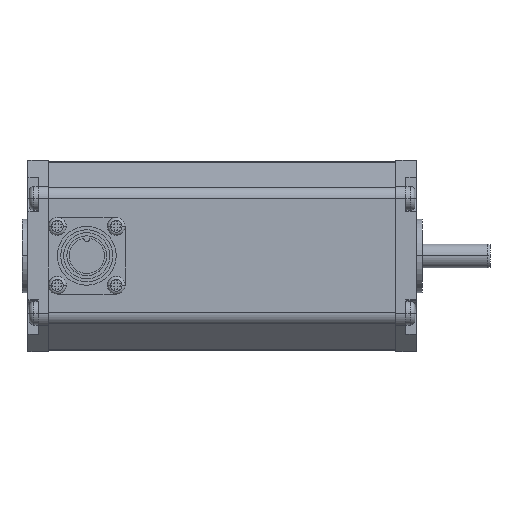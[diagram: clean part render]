
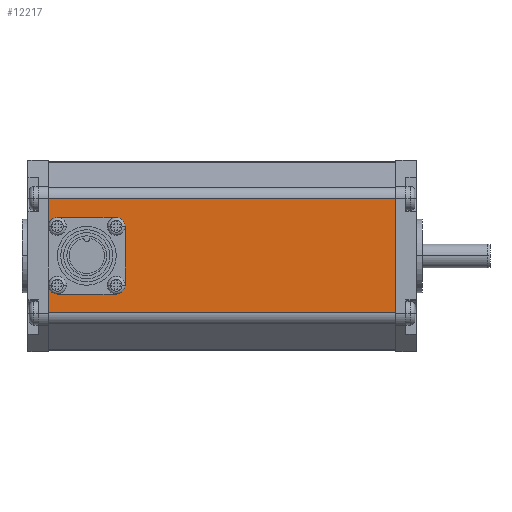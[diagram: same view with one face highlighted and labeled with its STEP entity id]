
A CAD part, top view. The second image highlights one B-rep face of the part: STEP entity #12217.
In plain terms, the highlighted planar face has unit normal (0, 0, 1).
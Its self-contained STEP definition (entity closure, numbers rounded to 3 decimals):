
#5406=DIRECTION('',(0.,1.,0.));
#5407=VECTOR('',#5406,38.8);
#5408=CARTESIAN_POINT('',(-7.,-19.4,32.05));
#5409=LINE('',#5408,#5407);
#5492=DIRECTION('',(-1.,0.,0.));
#5493=VECTOR('',#5492,118.);
#5494=CARTESIAN_POINT('',(-7.,19.4,32.05));
#5495=LINE('',#5494,#5493);
#5496=CARTESIAN_POINT('',(-122.,10.,32.05));
#5497=DIRECTION('',(0.,0.,1.));
#5498=DIRECTION('',(0.,1.,0.));
#5499=AXIS2_PLACEMENT_3D('',#5496,#5497,#5498);
#5501=DIRECTION('',(-1.,0.,0.));
#5502=VECTOR('',#5501,118.);
#5503=CARTESIAN_POINT('',(-7.,-19.4,32.05));
#5504=LINE('',#5503,#5502);
#5505=CARTESIAN_POINT('',(-122.,-10.,32.05));
#5506=DIRECTION('',(0.,0.,1.));
#5507=DIRECTION('',(-1.,0.,0.));
#5508=AXIS2_PLACEMENT_3D('',#5505,#5506,#5507);
#5510=DIRECTION('',(1.,0.,0.));
#5511=VECTOR('',#5510,20.);
#5512=CARTESIAN_POINT('',(-122.,-13.,32.05));
#5513=LINE('',#5512,#5511);
#5514=CARTESIAN_POINT('',(-102.,-10.,32.05));
#5515=DIRECTION('',(0.,0.,1.));
#5516=DIRECTION('',(0.,-1.,0.));
#5517=AXIS2_PLACEMENT_3D('',#5514,#5515,#5516);
#5519=DIRECTION('',(0.,1.,0.));
#5520=VECTOR('',#5519,20.);
#5521=CARTESIAN_POINT('',(-99.,-10.,32.05));
#5522=LINE('',#5521,#5520);
#5523=CARTESIAN_POINT('',(-102.,10.,32.05));
#5524=DIRECTION('',(0.,0.,1.));
#5525=DIRECTION('',(1.,0.,0.));
#5526=AXIS2_PLACEMENT_3D('',#5523,#5524,#5525);
#5528=DIRECTION('',(-1.,0.,0.));
#5529=VECTOR('',#5528,20.);
#5530=CARTESIAN_POINT('',(-102.,13.,32.05));
#5531=LINE('',#5530,#5529);
#5600=DIRECTION('',(0.,1.,0.));
#5601=VECTOR('',#5600,9.4);
#5602=CARTESIAN_POINT('',(-125.,-19.4,32.05));
#5603=LINE('',#5602,#5601);
#5672=DIRECTION('',(0.,1.,0.));
#5673=VECTOR('',#5672,9.4);
#5674=CARTESIAN_POINT('',(-125.,10.,32.05));
#5675=LINE('',#5674,#5673);
#7788=CARTESIAN_POINT('',(-7.,-19.4,32.05));
#7789=VERTEX_POINT('',#7788);
#7790=CARTESIAN_POINT('',(-7.,19.4,32.05));
#7791=VERTEX_POINT('',#7790);
#7820=CARTESIAN_POINT('',(-125.,-19.4,32.05));
#7821=VERTEX_POINT('',#7820);
#7822=CARTESIAN_POINT('',(-125.,19.4,32.05));
#7824=VERTEX_POINT('',#7822);
#8080=CARTESIAN_POINT('',(-125.,10.,32.05));
#8081=VERTEX_POINT('',#8080);
#8082=CARTESIAN_POINT('',(-125.,-10.,32.05));
#8083=VERTEX_POINT('',#8082);
#8084=CARTESIAN_POINT('',(-122.,13.,32.05));
#8085=VERTEX_POINT('',#8084);
#8086=CARTESIAN_POINT('',(-122.,-13.,32.05));
#8087=VERTEX_POINT('',#8086);
#8088=CARTESIAN_POINT('',(-102.,-13.,32.05));
#8089=VERTEX_POINT('',#8088);
#8090=CARTESIAN_POINT('',(-99.,-10.,32.05));
#8091=VERTEX_POINT('',#8090);
#8092=CARTESIAN_POINT('',(-99.,10.,32.05));
#8093=VERTEX_POINT('',#8092);
#8094=CARTESIAN_POINT('',(-102.,13.,32.05));
#8095=VERTEX_POINT('',#8094);
#12188=CARTESIAN_POINT('',(-7.,-19.4,32.05));
#12189=DIRECTION('',(0.,0.,-1.));
#12190=DIRECTION('',(0.,1.,0.));
#12191=AXIS2_PLACEMENT_3D('',#12188,#12189,#12190);
#12192=PLANE('',#12191);
#12194=ORIENTED_EDGE('',*,*,#12193,.T.);
#12196=ORIENTED_EDGE('',*,*,#12195,.T.);
#12197=ORIENTED_EDGE('',*,*,#12180,.F.);
#12198=ORIENTED_EDGE('',*,*,#12120,.F.);
#12200=ORIENTED_EDGE('',*,*,#12199,.T.);
#12202=ORIENTED_EDGE('',*,*,#12201,.T.);
#12204=ORIENTED_EDGE('',*,*,#12203,.T.);
#12206=ORIENTED_EDGE('',*,*,#12205,.T.);
#12208=ORIENTED_EDGE('',*,*,#12207,.T.);
#12210=ORIENTED_EDGE('',*,*,#12209,.T.);
#12212=ORIENTED_EDGE('',*,*,#12211,.T.);
#12214=ORIENTED_EDGE('',*,*,#12213,.T.);
#12215=EDGE_LOOP('',(#12194,#12196,#12197,#12198,#12200,#12202,#12204,#12206,
#12208,#12210,#12212,#12214));
#12216=FACE_OUTER_BOUND('',#12215,.F.);
#12217=ADVANCED_FACE('',(#12216),#12192,.F.);
#5500=CIRCLE('',#5499,3.);
#5509=CIRCLE('',#5508,3.);
#5518=CIRCLE('',#5517,3.);
#5527=CIRCLE('',#5526,3.);
#12120=EDGE_CURVE('',#7789,#7791,#5409,.T.);
#12180=EDGE_CURVE('',#7791,#7824,#5495,.T.);
#12193=EDGE_CURVE('',#8085,#8081,#5500,.T.);
#12195=EDGE_CURVE('',#8081,#7824,#5675,.T.);
#12199=EDGE_CURVE('',#7789,#7821,#5504,.T.);
#12201=EDGE_CURVE('',#7821,#8083,#5603,.T.);
#12203=EDGE_CURVE('',#8083,#8087,#5509,.T.);
#12205=EDGE_CURVE('',#8087,#8089,#5513,.T.);
#12207=EDGE_CURVE('',#8089,#8091,#5518,.T.);
#12209=EDGE_CURVE('',#8091,#8093,#5522,.T.);
#12211=EDGE_CURVE('',#8093,#8095,#5527,.T.);
#12213=EDGE_CURVE('',#8095,#8085,#5531,.T.);
